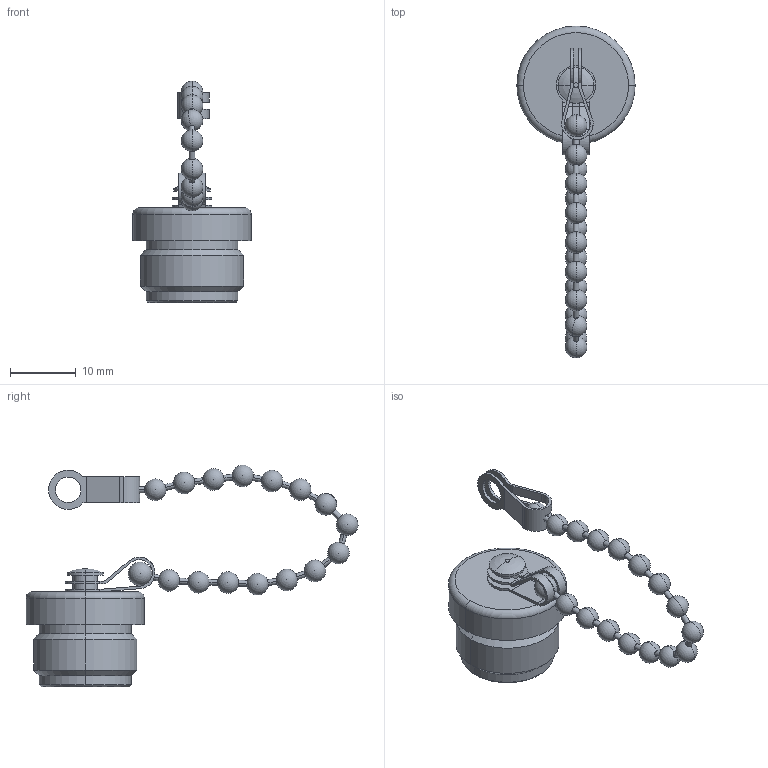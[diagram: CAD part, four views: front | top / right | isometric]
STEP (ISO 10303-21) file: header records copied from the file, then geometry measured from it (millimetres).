
FILE_DESCRIPTION (( 'STEP AP214' ), '1' );
FILE_NAME ('H00010A0000.STEP', '2015-04-17T08:25:22', ( 'Wartung' ), ( '' ), 'SwSTEP 2.0', 'SolidWorks 2014', '' );
FILE_SCHEMA (( 'AUTOMOTIVE_DESIGN' ));
Length unit declared in the file: millimetre
Products named in the file (1): H00010A0000
Bounding box: 18 x 50.53 x 33.77 mm (x, y, z)
Volume: 2558.8 mm3; surface area: 2778.9 mm2
Topology: 20 solids, 20 shells, 198 faces, 583 edges, 388 vertices
Faces by surface type: cylinder 84, sphere 66, plane 36, cone 8, torus 4
Entity records: 8534 total; most frequent: DIRECTION 1212, CARTESIAN_POINT 1035, ORIENTED_EDGE 992, AXIS2_PLACEMENT_3D 518, EDGE_CURVE 496, VERTEX_POINT 337, CIRCLE 319, UNCERTAINTY_MEASURE_WITH_UNIT 220
